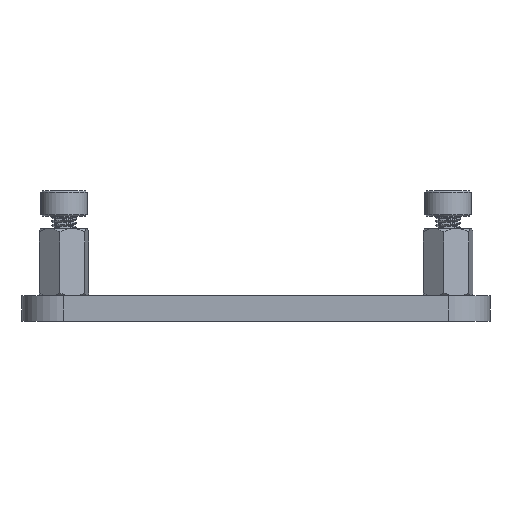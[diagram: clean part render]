
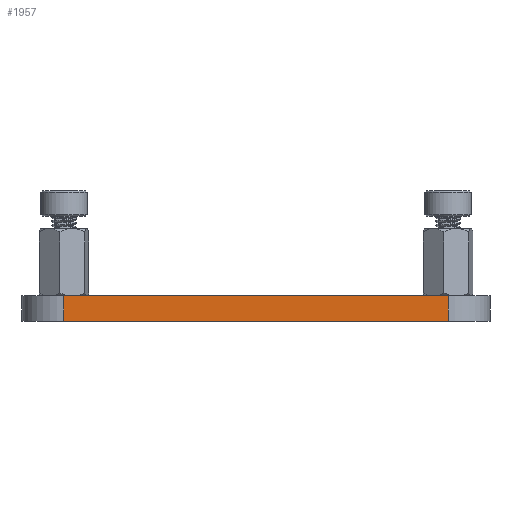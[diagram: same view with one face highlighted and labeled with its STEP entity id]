
A CAD part, front view. The second image highlights one B-rep face of the part: STEP entity #1957.
In plain terms, the highlighted planar face has unit normal (0, -1, 0).
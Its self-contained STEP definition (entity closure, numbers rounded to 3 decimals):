
#835 = CARTESIAN_POINT ( 'NONE',  ( -22.86, -38.34, 3. ) ) ;
#955 = EDGE_CURVE ( 'NONE', #5039, #16205, #8630, .T. ) ;
#1261 = DIRECTION ( 'NONE',  ( 0., 0., -1. ) ) ;
#1357 = EDGE_CURVE ( 'NONE', #16205, #14940, #14001, .T. ) ;
#1658 = FACE_OUTER_BOUND ( 'NONE', #13772, .T. ) ;
#1957 = ADVANCED_FACE ( 'NONE', ( #1658 ), #8481, .F. ) ;
#2283 = EDGE_CURVE ( 'NONE', #14661, #14940, #7230, .T. ) ;
#2723 = DIRECTION ( 'NONE',  ( 1., 0., 0. ) ) ;
#3358 = CARTESIAN_POINT ( 'NONE',  ( 22.86, -38.34, 3. ) ) ;
#3653 = CARTESIAN_POINT ( 'NONE',  ( 22.86, -38.34, 3. ) ) ;
#4601 = VECTOR ( 'NONE', #1261, 1000. ) ;
#5008 = CARTESIAN_POINT ( 'NONE',  ( -22.86, -38.34, 3. ) ) ;
#5039 = VERTEX_POINT ( 'NONE', #13505 ) ;
#5360 = ORIENTED_EDGE ( 'NONE', *, *, #955, .F. ) ;
#5917 = AXIS2_PLACEMENT_3D ( 'NONE', #835, #14977, #10997 ) ;
#5928 = EDGE_CURVE ( 'NONE', #5039, #14661, #10591, .T. ) ;
#6144 = ORIENTED_EDGE ( 'NONE', *, *, #2283, .T. ) ;
#6692 = CARTESIAN_POINT ( 'NONE',  ( -22.86, -38.34, 0. ) ) ;
#7064 = ORIENTED_EDGE ( 'NONE', *, *, #1357, .F. ) ;
#7230 = LINE ( 'NONE', #6692, #10626 ) ;
#8481 = PLANE ( 'NONE',  #5917 ) ;
#8630 = LINE ( 'NONE', #14247, #12431 ) ;
#9241 = CARTESIAN_POINT ( 'NONE',  ( 22.86, -38.34, 0. ) ) ;
#9870 = ORIENTED_EDGE ( 'NONE', *, *, #5928, .T. ) ;
#10591 = LINE ( 'NONE', #5008, #4601 ) ;
#10626 = VECTOR ( 'NONE', #11815, 1000. ) ;
#10997 = DIRECTION ( 'NONE',  ( 0., 0., 1. ) ) ;
#11421 = CARTESIAN_POINT ( 'NONE',  ( -22.86, -38.34, 0. ) ) ;
#11815 = DIRECTION ( 'NONE',  ( 1., 0., 0. ) ) ;
#12431 = VECTOR ( 'NONE', #2723, 1000. ) ;
#13505 = CARTESIAN_POINT ( 'NONE',  ( -22.86, -38.34, 3. ) ) ;
#13772 = EDGE_LOOP ( 'NONE', ( #6144, #7064, #5360, #9870 ) ) ;
#14001 = LINE ( 'NONE', #3653, #16442 ) ;
#14247 = CARTESIAN_POINT ( 'NONE',  ( -22.86, -38.34, 3. ) ) ;
#14661 = VERTEX_POINT ( 'NONE', #11421 ) ;
#14940 = VERTEX_POINT ( 'NONE', #9241 ) ;
#14977 = DIRECTION ( 'NONE',  ( 0., 1., 0. ) ) ;
#14986 = DIRECTION ( 'NONE',  ( 0., 0., -1. ) ) ;
#16205 = VERTEX_POINT ( 'NONE', #3358 ) ;
#16442 = VECTOR ( 'NONE', #14986, 1000. ) ;
